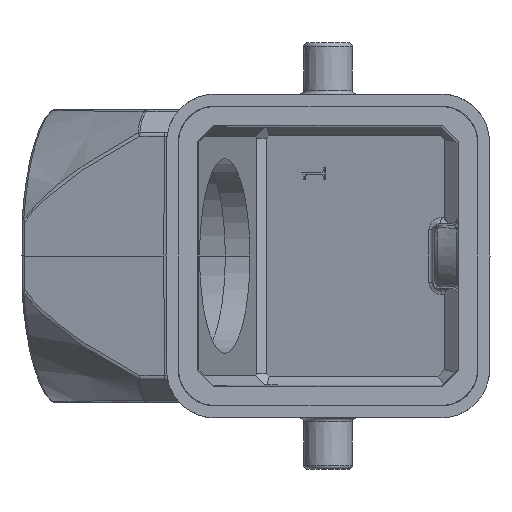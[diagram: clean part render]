
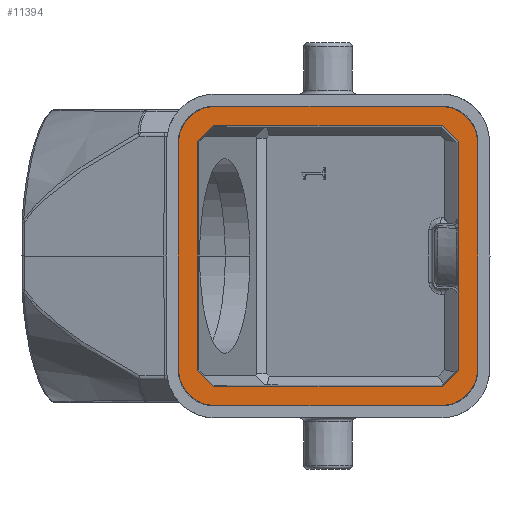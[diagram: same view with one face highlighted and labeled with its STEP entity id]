
A CAD part, front view. The second image highlights one B-rep face of the part: STEP entity #11394.
In plain terms, the highlighted planar face has unit normal (0, -1, 0).
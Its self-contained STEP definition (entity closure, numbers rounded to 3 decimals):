
#3617=DIRECTION('',(0.,0.,1.));
#3618=VECTOR('',#3617,18.805);
#3619=CARTESIAN_POINT('',(10.75,3.7,-9.403));
#3620=LINE('',#3619,#3618);
#3700=CARTESIAN_POINT('',(-9.3,3.7,9.3));
#3701=DIRECTION('',(0.,-1.,0.));
#3702=DIRECTION('',(0.,0.,1.));
#3703=AXIS2_PLACEMENT_3D('',#3700,#3701,#3702);
#3705=CARTESIAN_POINT('',(9.3,3.7,9.3));
#3706=DIRECTION('',(0.,-1.,0.));
#3707=DIRECTION('',(1.,0.,0.));
#3708=AXIS2_PLACEMENT_3D('',#3705,#3706,#3707);
#3710=CARTESIAN_POINT('',(9.3,3.7,-9.3));
#3711=DIRECTION('',(0.,-1.,0.));
#3712=DIRECTION('',(0.,0.,-1.));
#3713=AXIS2_PLACEMENT_3D('',#3710,#3711,#3712);
#3715=CARTESIAN_POINT('',(-9.3,3.7,-9.3));
#3716=DIRECTION('',(0.,-1.,0.));
#3717=DIRECTION('',(-1.,0.,0.));
#3718=AXIS2_PLACEMENT_3D('',#3715,#3716,#3717);
#3720=DIRECTION('',(-0.707,0.,0.707));
#3721=VECTOR('',#3720,1.906);
#3722=CARTESIAN_POINT('',(-9.403,3.7,-10.75));
#3723=LINE('',#3722,#3721);
#3724=DIRECTION('',(-0.707,0.,-0.707));
#3725=VECTOR('',#3724,1.906);
#3726=CARTESIAN_POINT('',(10.75,3.7,-9.403));
#3727=LINE('',#3726,#3725);
#3728=DIRECTION('',(0.707,0.,-0.707));
#3729=VECTOR('',#3728,1.906);
#3730=CARTESIAN_POINT('',(9.403,3.7,10.75));
#3731=LINE('',#3730,#3729);
#3732=DIRECTION('',(0.707,0.,0.707));
#3733=VECTOR('',#3732,1.906);
#3734=CARTESIAN_POINT('',(-10.75,3.7,9.403));
#3735=LINE('',#3734,#3733);
#3736=DIRECTION('',(0.,0.,1.));
#3737=VECTOR('',#3736,18.6);
#3738=CARTESIAN_POINT('',(-12.3,3.7,-9.3));
#3739=LINE('',#3738,#3737);
#3756=DIRECTION('',(1.,0.,0.));
#3757=VECTOR('',#3756,18.6);
#3758=CARTESIAN_POINT('',(-9.3,3.7,12.3));
#3759=LINE('',#3758,#3757);
#3772=DIRECTION('',(0.,0.,-1.));
#3773=VECTOR('',#3772,18.6);
#3774=CARTESIAN_POINT('',(12.3,3.7,9.3));
#3775=LINE('',#3774,#3773);
#3788=DIRECTION('',(-1.,0.,0.));
#3789=VECTOR('',#3788,18.6);
#3790=CARTESIAN_POINT('',(9.3,3.7,-12.3));
#3791=LINE('',#3790,#3789);
#3800=DIRECTION('',(1.,0.,0.));
#3801=VECTOR('',#3800,18.805);
#3802=CARTESIAN_POINT('',(-9.403,3.7,-10.75));
#3803=LINE('',#3802,#3801);
#3890=DIRECTION('',(0.,0.,-1.));
#3891=VECTOR('',#3890,18.805);
#3892=CARTESIAN_POINT('',(-10.75,3.7,9.403));
#3893=LINE('',#3892,#3891);
#3906=DIRECTION('',(-1.,0.,0.));
#3907=VECTOR('',#3906,18.805);
#3908=CARTESIAN_POINT('',(9.403,3.7,10.75));
#3909=LINE('',#3908,#3907);
#5212=CARTESIAN_POINT('',(10.75,3.7,9.403));
#5214=VERTEX_POINT('',#5212);
#5342=CARTESIAN_POINT('',(9.403,3.7,10.75));
#5343=VERTEX_POINT('',#5342);
#5406=CARTESIAN_POINT('',(10.75,3.7,-9.403));
#5407=CARTESIAN_POINT('',(9.403,3.7,-10.75));
#5408=VERTEX_POINT('',#5406);
#5409=VERTEX_POINT('',#5407);
#5414=CARTESIAN_POINT('',(-9.403,3.7,-10.75));
#5416=VERTEX_POINT('',#5414);
#5418=CARTESIAN_POINT('',(-9.403,3.7,10.75));
#5419=VERTEX_POINT('',#5418);
#5445=CARTESIAN_POINT('',(-10.75,3.7,-9.403));
#5446=VERTEX_POINT('',#5445);
#5457=CARTESIAN_POINT('',(-10.75,3.7,9.403));
#5458=VERTEX_POINT('',#5457);
#5505=CARTESIAN_POINT('',(-9.3,3.7,12.3));
#5506=VERTEX_POINT('',#5505);
#5507=CARTESIAN_POINT('',(-12.3,3.7,9.3));
#5508=VERTEX_POINT('',#5507);
#5517=CARTESIAN_POINT('',(12.3,3.7,9.3));
#5518=CARTESIAN_POINT('',(9.3,3.7,12.3));
#5519=VERTEX_POINT('',#5517);
#5520=VERTEX_POINT('',#5518);
#5521=CARTESIAN_POINT('',(9.3,3.7,-12.3));
#5522=VERTEX_POINT('',#5521);
#5523=CARTESIAN_POINT('',(-12.3,3.7,-9.3));
#5524=CARTESIAN_POINT('',(-9.3,3.7,-12.3));
#5525=VERTEX_POINT('',#5523);
#5526=VERTEX_POINT('',#5524);
#5528=CARTESIAN_POINT('',(12.3,3.7,-9.3));
#5530=VERTEX_POINT('',#5528);
#11356=CARTESIAN_POINT('',(0.,3.7,-11.9));
#11357=DIRECTION('',(0.,-1.,0.));
#11358=DIRECTION('',(0.,0.,-1.));
#11359=AXIS2_PLACEMENT_3D('',#11356,#11357,#11358);
#11360=PLANE('',#11359);
#11362=ORIENTED_EDGE('',*,*,#11361,.T.);
#11364=ORIENTED_EDGE('',*,*,#11363,.F.);
#11366=ORIENTED_EDGE('',*,*,#11365,.T.);
#11368=ORIENTED_EDGE('',*,*,#11367,.F.);
#11370=ORIENTED_EDGE('',*,*,#11369,.T.);
#11371=ORIENTED_EDGE('',*,*,#5600,.F.);
#11373=ORIENTED_EDGE('',*,*,#11372,.T.);
#11375=ORIENTED_EDGE('',*,*,#11374,.F.);
#11376=EDGE_LOOP('',(#11362,#11364,#11366,#11368,#11370,#11371,#11373,#11375));
#11377=FACE_OUTER_BOUND('',#11376,.F.);
#11379=ORIENTED_EDGE('',*,*,#11378,.F.);
#11381=ORIENTED_EDGE('',*,*,#11380,.T.);
#11383=ORIENTED_EDGE('',*,*,#11382,.F.);
#11384=ORIENTED_EDGE('',*,*,#11095,.T.);
#11385=ORIENTED_EDGE('',*,*,#10655,.F.);
#11387=ORIENTED_EDGE('',*,*,#11386,.T.);
#11389=ORIENTED_EDGE('',*,*,#11388,.F.);
#11391=ORIENTED_EDGE('',*,*,#11390,.T.);
#11392=EDGE_LOOP('',(#11379,#11381,#11383,#11384,#11385,#11387,#11389,#11391));
#11393=FACE_BOUND('',#11392,.F.);
#11394=ADVANCED_FACE('',(#11377,#11393),#11360,.T.);
#3704=CIRCLE('',#3703,3.);
#3709=CIRCLE('',#3708,3.);
#3714=CIRCLE('',#3713,3.);
#3719=CIRCLE('',#3718,3.);
#5600=EDGE_CURVE('',#5522,#5530,#3714,.T.);
#10655=EDGE_CURVE('',#5343,#5214,#3731,.T.);
#11095=EDGE_CURVE('',#5408,#5214,#3620,.T.);
#11361=EDGE_CURVE('',#5525,#5508,#3739,.T.);
#11363=EDGE_CURVE('',#5506,#5508,#3704,.T.);
#11365=EDGE_CURVE('',#5506,#5520,#3759,.T.);
#11367=EDGE_CURVE('',#5519,#5520,#3709,.T.);
#11369=EDGE_CURVE('',#5519,#5530,#3775,.T.);
#11372=EDGE_CURVE('',#5522,#5526,#3791,.T.);
#11374=EDGE_CURVE('',#5525,#5526,#3719,.T.);
#11378=EDGE_CURVE('',#5416,#5446,#3723,.T.);
#11380=EDGE_CURVE('',#5416,#5409,#3803,.T.);
#11382=EDGE_CURVE('',#5408,#5409,#3727,.T.);
#11386=EDGE_CURVE('',#5343,#5419,#3909,.T.);
#11388=EDGE_CURVE('',#5458,#5419,#3735,.T.);
#11390=EDGE_CURVE('',#5458,#5446,#3893,.T.);
